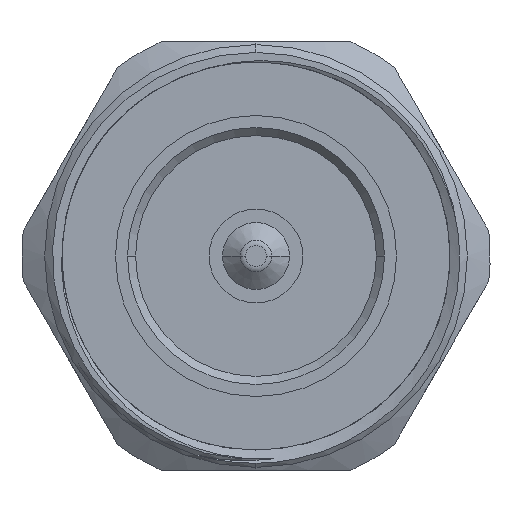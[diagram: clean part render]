
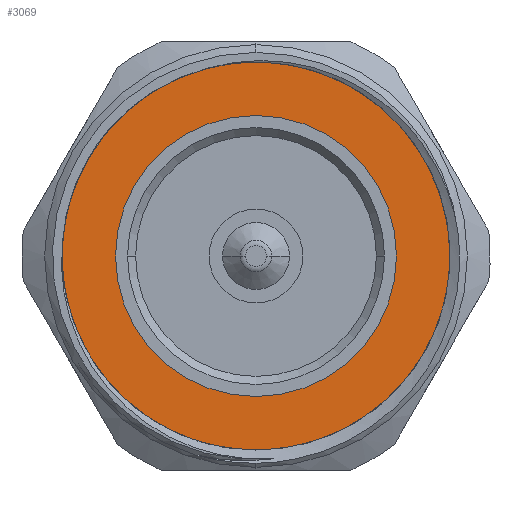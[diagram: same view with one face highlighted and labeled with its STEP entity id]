
A CAD part, left-side view. The second image highlights one B-rep face of the part: STEP entity #3069.
In plain terms, the highlighted planar face has unit normal (-1, 0, 0).
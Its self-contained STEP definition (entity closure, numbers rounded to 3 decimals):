
#950=CARTESIAN_POINT('',(-16.15,0.,0.));
#951=DIRECTION('',(1.,0.,0.));
#952=DIRECTION('',(0.,1.,0.));
#953=AXIS2_PLACEMENT_3D('',#950,#951,#952);
#955=CARTESIAN_POINT('',(-16.15,0.,0.));
#956=DIRECTION('',(1.,0.,0.));
#957=DIRECTION('',(0.,-1.,0.));
#958=AXIS2_PLACEMENT_3D('',#955,#956,#957);
#960=CARTESIAN_POINT('',(-16.15,0.,0.));
#961=DIRECTION('',(-1.,0.,0.));
#962=DIRECTION('',(0.,0.245,0.97));
#963=AXIS2_PLACEMENT_3D('',#960,#961,#962);
#965=CARTESIAN_POINT('',(-16.15,3.545,14.06));
#966=CARTESIAN_POINT('',(-16.15,2.826,14.241));
#967=CARTESIAN_POINT('',(-16.15,1.379,14.49));
#968=CARTESIAN_POINT('',(-16.15,-0.839,14.532));
#969=CARTESIAN_POINT('',(-16.15,-3.033,14.236));
#970=CARTESIAN_POINT('',(-16.15,-5.159,13.611));
#971=CARTESIAN_POINT('',(-16.15,-7.164,12.671));
#972=CARTESIAN_POINT('',(-16.15,-9.004,11.437));
#973=CARTESIAN_POINT('',(-16.15,-10.635,9.939));
#974=CARTESIAN_POINT('',(-16.15,-12.02,8.21));
#975=CARTESIAN_POINT('',(-16.15,-13.127,6.291));
#976=CARTESIAN_POINT('',(-16.15,-13.929,4.226));
#977=CARTESIAN_POINT('',(-16.15,-14.409,2.064));
#978=CARTESIAN_POINT('',(-16.15,-14.555,-0.146));
#979=CARTESIAN_POINT('',(-16.15,-14.365,-2.353));
#980=CARTESIAN_POINT('',(-16.15,-13.841,-4.506));
#981=CARTESIAN_POINT('',(-16.15,-12.997,-6.554));
#982=CARTESIAN_POINT('',(-16.15,-11.853,-8.45));
#983=CARTESIAN_POINT('',(-16.15,-10.433,-10.15));
#984=CARTESIAN_POINT('',(-16.15,-8.772,-11.616));
#985=CARTESIAN_POINT('',(-16.15,-6.908,-12.812));
#986=CARTESIAN_POINT('',(-16.15,-4.884,-13.712));
#987=CARTESIAN_POINT('',(-16.15,-2.747,-14.295));
#988=CARTESIAN_POINT('',(-16.15,-0.546,-14.546));
#989=CARTESIAN_POINT('',(-16.15,1.667,-14.46));
#990=CARTESIAN_POINT('',(-16.15,3.842,-14.04));
#991=CARTESIAN_POINT('',(-16.15,5.928,-13.294));
#992=CARTESIAN_POINT('',(-16.15,7.876,-12.241));
#993=CARTESIAN_POINT('',(-16.15,9.643,-10.904));
#994=CARTESIAN_POINT('',(-16.15,11.185,-9.315));
#995=CARTESIAN_POINT('',(-16.15,12.469,-7.51));
#996=CARTESIAN_POINT('',(-16.15,13.464,-5.531));
#997=CARTESIAN_POINT('',(-16.15,14.148,-3.425));
#998=CARTESIAN_POINT('',(-16.15,14.503,-1.235));
#999=CARTESIAN_POINT('',(-16.15,14.517,0.233));
#1000=CARTESIAN_POINT('',(-16.15,14.467,0.973));
#1945=VERTEX_POINT('',#965);
#1946=VERTEX_POINT('',#1000);
#1983=CARTESIAN_POINT('',(-16.15,10.5,0.));
#1984=CARTESIAN_POINT('',(-16.15,-10.5,0.));
#1985=VERTEX_POINT('',#1983);
#1986=VERTEX_POINT('',#1984);
#3054=CARTESIAN_POINT('',(-16.15,0.,0.));
#3055=DIRECTION('',(-1.,0.,0.));
#3056=DIRECTION('',(0.,1.,0.));
#3057=AXIS2_PLACEMENT_3D('',#3054,#3055,#3056);
#3058=PLANE('',#3057);
#3060=ORIENTED_EDGE('',*,*,#3059,.F.);
#3062=ORIENTED_EDGE('',*,*,#3061,.T.);
#3063=EDGE_LOOP('',(#3060,#3062));
#3064=FACE_OUTER_BOUND('',#3063,.F.);
#3065=ORIENTED_EDGE('',*,*,#3034,.F.);
#3066=ORIENTED_EDGE('',*,*,#3048,.F.);
#3067=EDGE_LOOP('',(#3065,#3066));
#3068=FACE_BOUND('',#3067,.F.);
#954=CIRCLE('',#953,10.5);
#959=CIRCLE('',#958,10.5);
#964=CIRCLE('',#963,14.5);
#1001=B_SPLINE_CURVE_WITH_KNOTS('',3,(#965,#966,#967,#968,#969,#970,#971,#972,
#973,#974,#975,#976,#977,#978,#979,#980,#981,#982,#983,#984,#985,#986,#987,#988,
#989,#990,#991,#992,#993,#994,#995,#996,#997,#998,#999,#1000),.UNSPECIFIED.,.F.,
.F.,(4,1,1,1,1,1,1,1,1,1,1,1,1,1,1,1,1,1,1,1,1,1,1,1,1,1,1,1,1,1,1,1,1,4),(0.,
0.03,0.061,0.091,0.121,
0.152,0.182,0.212,0.242,
0.273,0.303,0.333,0.364,
0.394,0.424,0.455,0.485,
0.515,0.545,0.576,0.606,
0.636,0.667,0.697,0.727,
0.758,0.788,0.818,0.848,
0.879,0.909,0.939,0.97,1.),
.UNSPECIFIED.);
#3034=EDGE_CURVE('',#1985,#1986,#954,.T.);
#3048=EDGE_CURVE('',#1986,#1985,#959,.T.);
#3059=EDGE_CURVE('',#1945,#1946,#964,.T.);
#3061=EDGE_CURVE('',#1945,#1946,#1001,.T.);
#3069=ADVANCED_FACE('',(#3064,#3068),#3058,.T.);
